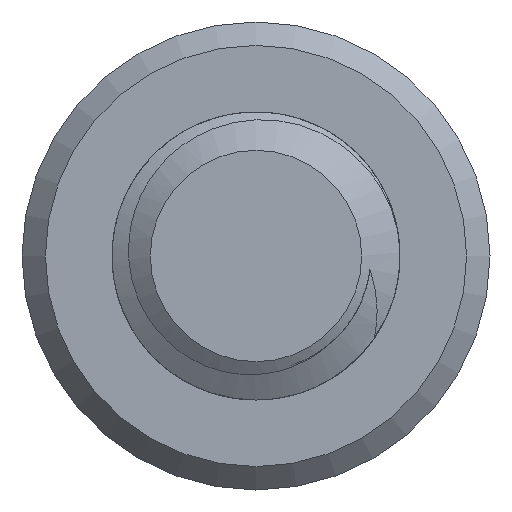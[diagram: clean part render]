
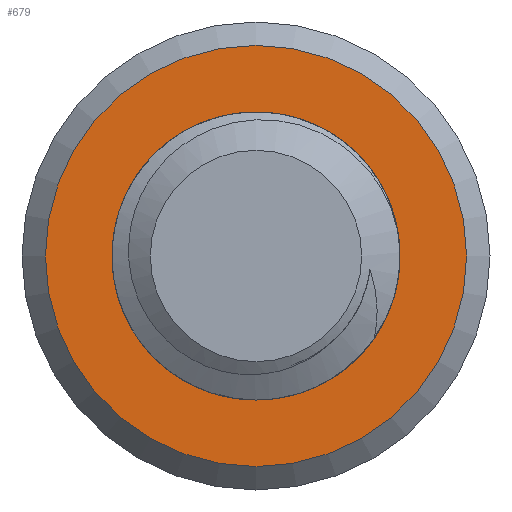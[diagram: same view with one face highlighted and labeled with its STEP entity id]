
A CAD part, left-side view. The second image highlights one B-rep face of the part: STEP entity #679.
In plain terms, the highlighted face is planar.
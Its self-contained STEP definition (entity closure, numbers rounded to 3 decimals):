
#20=FACE_BOUND('',#121,.T.);
#23=PLANE('',#750);
#77=FACE_OUTER_BOUND('',#120,.T.);
#120=EDGE_LOOP('',(#584));
#121=EDGE_LOOP('',(#585,#586,#587,#588));
#134=CIRCLE('',#708,4.);
#138=CIRCLE('',#730,5.85);
#144=CIRCLE('',#741,3.188);
#193=B_SPLINE_CURVE_WITH_KNOTS('',3,(#2716,#2717,#2718,#2719,#2720,#2721,
#2722,#2723,#2724,#2725,#2726,#2727,#2728,#2729,#2730,#2731),
 .UNSPECIFIED.,.F.,.F.,(4,2,2,2,2,2,2,4),(0.,0.114,0.157,
0.301,0.435,0.611,0.81,
1.016),.UNSPECIFIED.);
#194=B_SPLINE_CURVE_WITH_KNOTS('',3,(#3022,#3023,#3024,#3025,#3026,#3027,
#3028,#3029,#3030,#3031,#3032,#3033,#3034,#3035,#3036,#3037,#3038,#3039),
 .UNSPECIFIED.,.F.,.F.,(4,2,2,2,2,2,2,2,4),(0.,0.104,0.195,
0.245,0.352,0.403,0.487,
0.546,0.603),.UNSPECIFIED.);
#265=VERTEX_POINT('',#922);
#266=VERTEX_POINT('',#953);
#305=VERTEX_POINT('',#2271);
#314=VERTEX_POINT('',#2340);
#315=VERTEX_POINT('',#2373);
#328=EDGE_CURVE('',#265,#266,#134,.T.);
#385=EDGE_CURVE('',#305,#305,#138,.T.);
#399=EDGE_CURVE('',#315,#314,#144,.T.);
#403=EDGE_CURVE('',#314,#266,#193,.T.);
#404=EDGE_CURVE('',#265,#315,#194,.T.);
#584=ORIENTED_EDGE('',*,*,#385,.T.);
#585=ORIENTED_EDGE('',*,*,#328,.F.);
#586=ORIENTED_EDGE('',*,*,#404,.T.);
#587=ORIENTED_EDGE('',*,*,#399,.T.);
#588=ORIENTED_EDGE('',*,*,#403,.T.);
#679=ADVANCED_FACE('',(#77,#20),#23,.F.);
#708=AXIS2_PLACEMENT_3D('',#954,#771,#772);
#730=AXIS2_PLACEMENT_3D('',#2273,#833,#834);
#741=AXIS2_PLACEMENT_3D('',#2374,#858,#859);
#750=AXIS2_PLACEMENT_3D('',#3051,#876,#877);
#771=DIRECTION('center_axis',(0.,0.,1.));
#772=DIRECTION('ref_axis',(1.,0.,0.));
#833=DIRECTION('center_axis',(0.,0.,1.));
#834=DIRECTION('ref_axis',(-1.,0.,0.));
#858=DIRECTION('center_axis',(0.,0.,-1.));
#859=DIRECTION('ref_axis',(1.,0.,0.));
#876=DIRECTION('center_axis',(0.,0.,-1.));
#877=DIRECTION('ref_axis',(-1.,0.,0.));
#922=CARTESIAN_POINT('',(-2.336,-3.247,-12.));
#953=CARTESIAN_POINT('',(0.661,-3.945,-12.));
#954=CARTESIAN_POINT('Origin',(0.,0.,-12.));
#2271=CARTESIAN_POINT('',(5.85,0.,-12.));
#2273=CARTESIAN_POINT('Origin',(0.,0.,-12.));
#2340=CARTESIAN_POINT('',(1.862,2.588,-12.));
#2373=CARTESIAN_POINT('',(-0.527,3.144,-12.));
#2374=CARTESIAN_POINT('Origin',(0.,0.,-12.));
#2716=CARTESIAN_POINT('Ctrl Pts',(1.862,2.588,-12.));
#2717=CARTESIAN_POINT('Ctrl Pts',(2.193,2.402,-12.));
#2718=CARTESIAN_POINT('Ctrl Pts',(2.488,2.157,-12.));
#2719=CARTESIAN_POINT('Ctrl Pts',(2.823,1.757,-12.));
#2720=CARTESIAN_POINT('Ctrl Pts',(2.906,1.643,-12.));
#2721=CARTESIAN_POINT('Ctrl Pts',(3.23,1.135,-12.));
#2722=CARTESIAN_POINT('Ctrl Pts',(3.4,0.698,-12.));
#2723=CARTESIAN_POINT('Ctrl Pts',(3.554,-0.187,-12.));
#2724=CARTESIAN_POINT('Ctrl Pts',(3.548,-0.625,-12.));
#2725=CARTESIAN_POINT('Ctrl Pts',(3.35,-1.603,-12.));
#2726=CARTESIAN_POINT('Ctrl Pts',(3.12,-2.049,-12.));
#2727=CARTESIAN_POINT('Ctrl Pts',(2.635,-2.76,-12.));
#2728=CARTESIAN_POINT('Ctrl Pts',(2.311,-3.089,-12.));
#2729=CARTESIAN_POINT('Ctrl Pts',(1.552,-3.628,-12.));
#2730=CARTESIAN_POINT('Ctrl Pts',(1.119,-3.828,-12.));
#2731=CARTESIAN_POINT('Ctrl Pts',(0.661,-3.945,-12.));
#3022=CARTESIAN_POINT('Ctrl Pts',(-2.336,-3.247,-12.));
#3023=CARTESIAN_POINT('Ctrl Pts',(-2.598,-3.021,-12.));
#3024=CARTESIAN_POINT('Ctrl Pts',(-2.829,-2.762,-12.));
#3025=CARTESIAN_POINT('Ctrl Pts',(-3.197,-2.224,-12.));
#3026=CARTESIAN_POINT('Ctrl Pts',(-3.379,-1.898,-12.));
#3027=CARTESIAN_POINT('Ctrl Pts',(-3.579,-1.289,-12.));
#3028=CARTESIAN_POINT('Ctrl Pts',(-3.63,-1.069,-12.));
#3029=CARTESIAN_POINT('Ctrl Pts',(-3.724,-0.367,
-12.));
#3030=CARTESIAN_POINT('Ctrl Pts',(-3.694,0.119,-12.));
#3031=CARTESIAN_POINT('Ctrl Pts',(-3.509,0.809,-12.));
#3032=CARTESIAN_POINT('Ctrl Pts',(-3.428,1.027,-12.));
#3033=CARTESIAN_POINT('Ctrl Pts',(-3.162,1.578,-12.));
#3034=CARTESIAN_POINT('Ctrl Pts',(-2.907,1.974,-12.));
#3035=CARTESIAN_POINT('Ctrl Pts',(-2.233,2.569,-12.));
#3036=CARTESIAN_POINT('Ctrl Pts',(-1.917,2.766,-12.));
#3037=CARTESIAN_POINT('Ctrl Pts',(-1.24,3.042,-12.));
#3038=CARTESIAN_POINT('Ctrl Pts',(-0.887,3.123,-12.));
#3039=CARTESIAN_POINT('Ctrl Pts',(-0.527,3.144,-12.));
#3051=CARTESIAN_POINT('Origin',(0.,0.,-12.));
